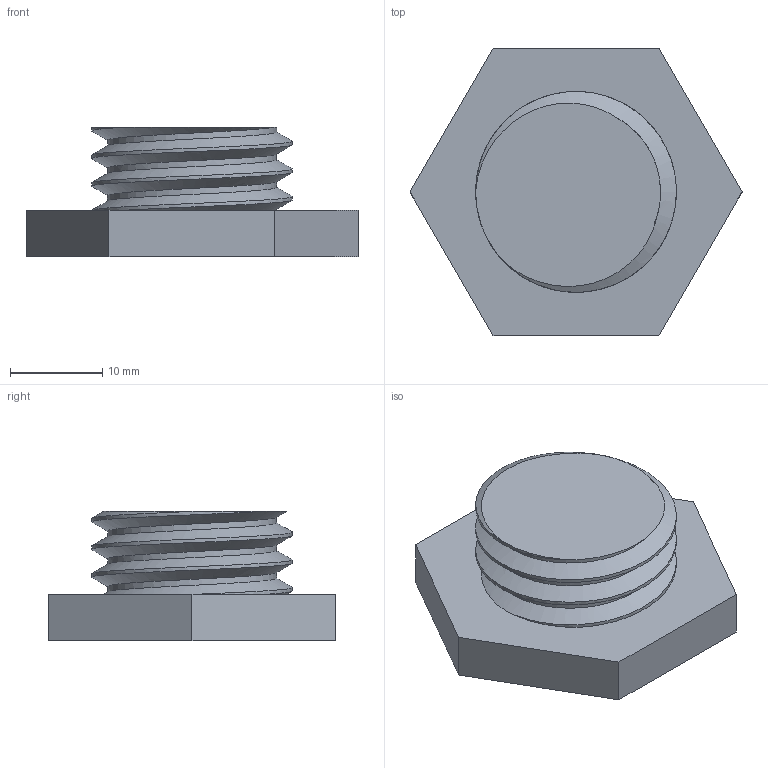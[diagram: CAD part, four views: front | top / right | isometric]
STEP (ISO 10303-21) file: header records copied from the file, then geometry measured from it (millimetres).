
FILE_DESCRIPTION(/* description */ (''),/* implementation_level */ '2;1');
FILE_NAME(/* name */ 'Hex Handcuff Screw Male.step',/* time_stamp */ '2019-07-23T08:23:21-07:00',/* author */ (''),/* organization */ (''),/* preprocessor_version */ 'ST-DEVELOPER v18',/* originating_system */ 'Autodesk Translation Framework v8.2.0.1029',/* authorisation */ '');
FILE_SCHEMA (('AUTOMOTIVE_DESIGN { 1 0 10303 214 3 1 1 }'));
Length unit declared in the file: millimetre
Products named in the file (1): Hex Handcuff Screw Male
Bounding box: 36 x 31.18 x 14 mm (x, y, z)
Volume: 7018.4 mm3; surface area: 3160.6 mm2
Topology: 1 solids, 1 shells, 20 faces, 51 edges, 34 vertices
Faces by surface type: cylinder 9, plane 9, bspline 2
Full cylindrical faces by diameter (mm): 18.337 x3, 21.765 x2
Entity records: 1785 total; most frequent: CARTESIAN_POINT 1303, ORIENTED_EDGE 102, DIRECTION 75, EDGE_CURVE 51, VERTEX_POINT 34, LINE 25, VECTOR 25, AXIS2_PLACEMENT_3D 25
